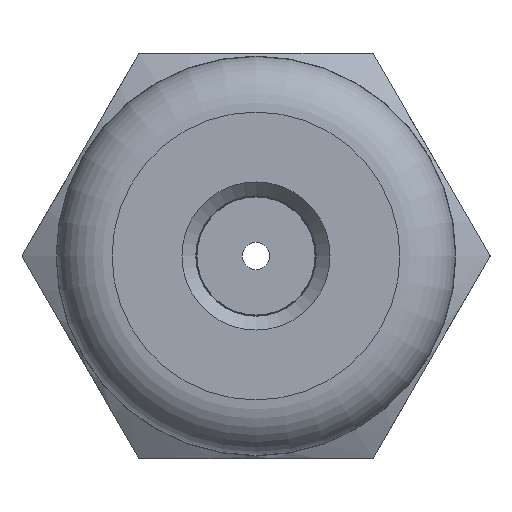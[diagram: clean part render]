
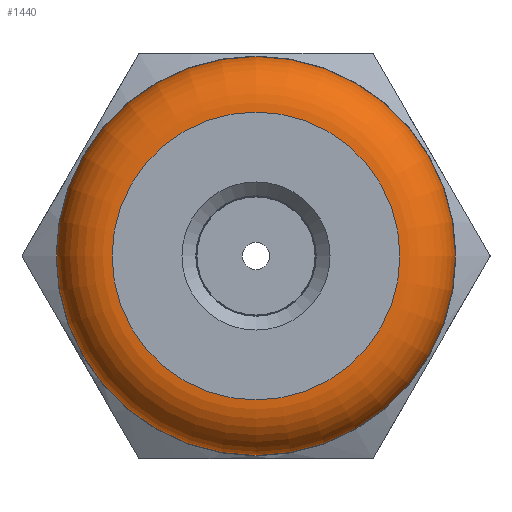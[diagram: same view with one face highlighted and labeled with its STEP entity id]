
A CAD part, left-side view. The second image highlights one B-rep face of the part: STEP entity #1440.
In plain terms, the highlighted toroidal (fillet/blend) face has major radius 3.946 mm and minor radius 1.524 mm.
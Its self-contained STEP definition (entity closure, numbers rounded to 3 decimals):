
#1413=CARTESIAN_POINT('',(-5.243,0.,0.));
#1414=DIRECTION('',(1.0,0.,0.));
#1415=DIRECTION('',(0.0,0.0,-1.0));
#1416=AXIS2_PLACEMENT_3D('',#1413,#1414,#1415);
#1417=TOROIDAL_SURFACE('',#1416,3.946,1.524);
#1418=CARTESIAN_POINT('',(-5.243,5.47,0.));
#1419=VERTEX_POINT('',#1418);
#1420=CARTESIAN_POINT('',(-5.243,0.,0.));
#1421=DIRECTION('',(1.0,0.0,0.0));
#1422=DIRECTION('',(0.0,1.0,0.0));
#1423=AXIS2_PLACEMENT_3D('',#1420,#1421,#1422);
#1424=CIRCLE('',#1423,5.47);
#1425=EDGE_CURVE('',#1419,#1419,#1424,.T.);
#1426=ORIENTED_EDGE('',*,*,#1425,.F.);
#1427=EDGE_LOOP('',(#1426));
#1428=FACE_OUTER_BOUND('',#1427,.T.);
#1429=CARTESIAN_POINT('',(-6.767,3.946,0.));
#1430=VERTEX_POINT('',#1429);
#1431=CARTESIAN_POINT('',(-6.767,0.,0.));
#1432=DIRECTION('',(1.0,0.0,0.0));
#1433=DIRECTION('',(0.0,-1.0,0.0));
#1434=AXIS2_PLACEMENT_3D('',#1431,#1432,#1433);
#1435=CIRCLE('',#1434,3.946);
#1436=EDGE_CURVE('',#1430,#1430,#1435,.T.);
#1437=ORIENTED_EDGE('',*,*,#1436,.T.);
#1438=EDGE_LOOP('',(#1437));
#1439=FACE_BOUND('',#1438,.T.);
#1440=ADVANCED_FACE('',(#1428,#1439),#1417,.T.);
